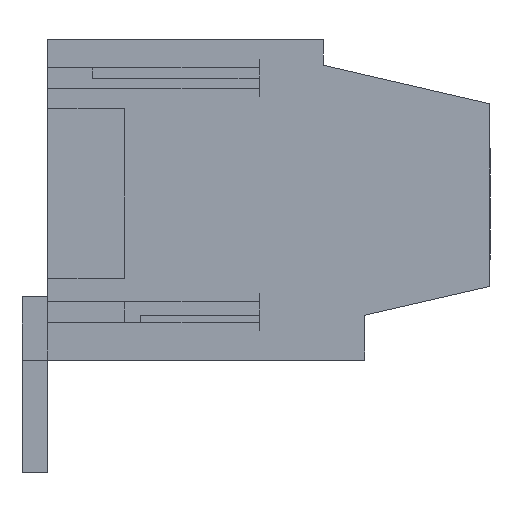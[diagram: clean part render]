
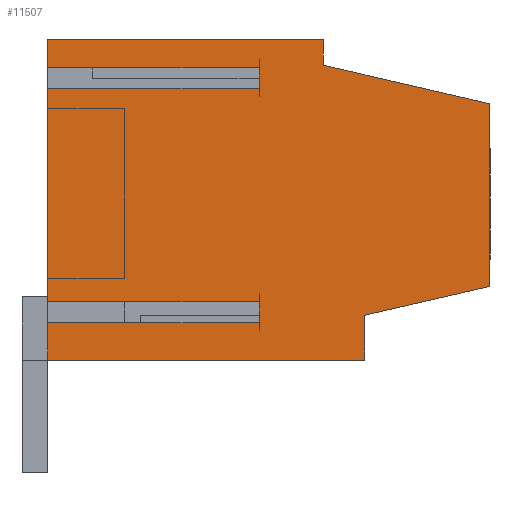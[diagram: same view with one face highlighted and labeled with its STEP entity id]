
A CAD part, left-side view. The second image highlights one B-rep face of the part: STEP entity #11507.
In plain terms, the highlighted planar face has unit normal (-1, 0, 0).
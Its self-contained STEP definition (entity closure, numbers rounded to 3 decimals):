
#11444=AXIS2_PLACEMENT_3D('Plane Axis2P3D',#11441,#11442,#11443) ;
#10502=CARTESIAN_POINT('Vertex',(0.,13.8,3.5)) ;
#10505=CARTESIAN_POINT('Line Origine',(0.,13.8,4.088)) ;
#10509=CARTESIAN_POINT('Vertex',(0.,13.8,4.675)) ;
#10530=CARTESIAN_POINT('Vertex',(0.,13.8,5.325)) ;
#10533=CARTESIAN_POINT('Line Origine',(0.,13.8,8.65)) ;
#10537=CARTESIAN_POINT('Vertex',(0.,13.8,11.975)) ;
#10558=CARTESIAN_POINT('Vertex',(0.,13.8,12.625)) ;
#10561=CARTESIAN_POINT('Line Origine',(0.,13.8,13.062)) ;
#10565=CARTESIAN_POINT('Vertex',(0.,13.8,13.5)) ;
#10994=CARTESIAN_POINT('Line Origine',(0.,9.5,13.5)) ;
#10998=CARTESIAN_POINT('Vertex',(0.,5.2,13.5)) ;
#11087=CARTESIAN_POINT('Line Origine',(0.,5.2,13.1)) ;
#11091=CARTESIAN_POINT('Vertex',(0.,5.2,12.7)) ;
#11112=CARTESIAN_POINT('Line Origine',(0.,2.6,12.1)) ;
#11116=CARTESIAN_POINT('Vertex',(0.,0.,11.499)) ;
#11137=CARTESIAN_POINT('Line Origine',(0.,0.,8.65)) ;
#11141=CARTESIAN_POINT('Vertex',(0.,0.,5.8)) ;
#11198=CARTESIAN_POINT('Line Origine',(0.,1.95,5.35)) ;
#11202=CARTESIAN_POINT('Vertex',(0.,3.9,4.9)) ;
#11333=CARTESIAN_POINT('Vertex',(0.,3.9,3.5)) ;
#11336=CARTESIAN_POINT('Line Origine',(0.,8.85,3.5)) ;
#11441=CARTESIAN_POINT('Axis2P3D Location',(0.,14.6,0.)) ;
#11446=CARTESIAN_POINT('Line Origine',(0.,10.5,5.325)) ;
#11450=CARTESIAN_POINT('Vertex',(0.,7.2,5.325)) ;
#11453=CARTESIAN_POINT('Line Origine',(0.,7.2,5.)) ;
#11457=CARTESIAN_POINT('Vertex',(0.,7.2,4.675)) ;
#11460=CARTESIAN_POINT('Line Origine',(0.,10.5,4.675)) ;
#11465=CARTESIAN_POINT('Line Origine',(0.,3.9,4.2)) ;
#11470=CARTESIAN_POINT('Line Origine',(0.,10.5,12.625)) ;
#11474=CARTESIAN_POINT('Vertex',(0.,7.2,12.625)) ;
#11477=CARTESIAN_POINT('Line Origine',(0.,7.2,12.3)) ;
#11481=CARTESIAN_POINT('Vertex',(0.,7.2,11.975)) ;
#11484=CARTESIAN_POINT('Line Origine',(0.,10.5,11.975)) ;
#10506=DIRECTION('Vector Direction',(0.,0.,-1.)) ;
#10534=DIRECTION('Vector Direction',(0.,0.,-1.)) ;
#10562=DIRECTION('Vector Direction',(0.,0.,-1.)) ;
#10995=DIRECTION('Vector Direction',(0.,1.,0.)) ;
#11088=DIRECTION('Vector Direction',(0.,0.,1.)) ;
#11113=DIRECTION('Vector Direction',(0.,0.974,0.225)) ;
#11138=DIRECTION('Vector Direction',(0.,0.,1.)) ;
#11199=DIRECTION('Vector Direction',(0.,-0.974,0.225)) ;
#11337=DIRECTION('Vector Direction',(0.,-1.,0.)) ;
#11442=DIRECTION('Axis2P3D Direction',(-1.,0.,0.)) ;
#11443=DIRECTION('Axis2P3D XDirection',(0.,-1.,0.)) ;
#11447=DIRECTION('Vector Direction',(0.,-1.,0.)) ;
#11454=DIRECTION('Vector Direction',(0.,0.,-1.)) ;
#11461=DIRECTION('Vector Direction',(0.,-1.,0.)) ;
#11466=DIRECTION('Vector Direction',(0.,0.,1.)) ;
#11471=DIRECTION('Vector Direction',(0.,-1.,0.)) ;
#11478=DIRECTION('Vector Direction',(0.,0.,-1.)) ;
#11485=DIRECTION('Vector Direction',(0.,-1.,0.)) ;
#10507=VECTOR('Line Direction',#10506,1.) ;
#10535=VECTOR('Line Direction',#10534,1.) ;
#10563=VECTOR('Line Direction',#10562,1.) ;
#10996=VECTOR('Line Direction',#10995,1.) ;
#11089=VECTOR('Line Direction',#11088,1.) ;
#11114=VECTOR('Line Direction',#11113,1.) ;
#11139=VECTOR('Line Direction',#11138,1.) ;
#11200=VECTOR('Line Direction',#11199,1.) ;
#11338=VECTOR('Line Direction',#11337,1.) ;
#11448=VECTOR('Line Direction',#11447,1.) ;
#11455=VECTOR('Line Direction',#11454,1.) ;
#11462=VECTOR('Line Direction',#11461,1.) ;
#11467=VECTOR('Line Direction',#11466,1.) ;
#11472=VECTOR('Line Direction',#11471,1.) ;
#11479=VECTOR('Line Direction',#11478,1.) ;
#11486=VECTOR('Line Direction',#11485,1.) ;
#11490=ORIENTED_EDGE('',*,*,#10539,.T.) ;
#11491=ORIENTED_EDGE('',*,*,#11452,.T.) ;
#11492=ORIENTED_EDGE('',*,*,#11459,.T.) ;
#11493=ORIENTED_EDGE('',*,*,#11464,.F.) ;
#11494=ORIENTED_EDGE('',*,*,#10511,.T.) ;
#11495=ORIENTED_EDGE('',*,*,#11340,.T.) ;
#11496=ORIENTED_EDGE('',*,*,#11469,.T.) ;
#11497=ORIENTED_EDGE('',*,*,#11204,.T.) ;
#11498=ORIENTED_EDGE('',*,*,#11143,.T.) ;
#11499=ORIENTED_EDGE('',*,*,#11118,.T.) ;
#11500=ORIENTED_EDGE('',*,*,#11093,.T.) ;
#11501=ORIENTED_EDGE('',*,*,#11000,.T.) ;
#11502=ORIENTED_EDGE('',*,*,#10567,.T.) ;
#11503=ORIENTED_EDGE('',*,*,#11476,.T.) ;
#11504=ORIENTED_EDGE('',*,*,#11483,.T.) ;
#11505=ORIENTED_EDGE('',*,*,#11488,.F.) ;
#11507=ADVANCED_FACE('HOUSING',(#11506),#11445,.T.) ;
#10511=EDGE_CURVE('',#10510,#10503,#10508,.T.) ;
#10539=EDGE_CURVE('',#10538,#10531,#10536,.T.) ;
#10567=EDGE_CURVE('',#10566,#10559,#10564,.T.) ;
#11000=EDGE_CURVE('',#10999,#10566,#10997,.T.) ;
#11093=EDGE_CURVE('',#11092,#10999,#11090,.T.) ;
#11118=EDGE_CURVE('',#11117,#11092,#11115,.T.) ;
#11143=EDGE_CURVE('',#11142,#11117,#11140,.T.) ;
#11204=EDGE_CURVE('',#11203,#11142,#11201,.T.) ;
#11340=EDGE_CURVE('',#10503,#11334,#11339,.T.) ;
#11452=EDGE_CURVE('',#10531,#11451,#11449,.T.) ;
#11459=EDGE_CURVE('',#11451,#11458,#11456,.T.) ;
#11464=EDGE_CURVE('',#10510,#11458,#11463,.T.) ;
#11469=EDGE_CURVE('',#11334,#11203,#11468,.T.) ;
#11476=EDGE_CURVE('',#10559,#11475,#11473,.T.) ;
#11483=EDGE_CURVE('',#11475,#11482,#11480,.T.) ;
#11488=EDGE_CURVE('',#10538,#11482,#11487,.T.) ;
#11489=EDGE_LOOP('',(#11490,#11491,#11492,#11493,#11494,#11495,#11496,#11497,#11498,#11499,#11500,#11501,#11502,#11503,#11504,#11505)) ;
#11506=FACE_OUTER_BOUND('',#11489,.T.) ;
#10508=LINE('Line',#10505,#10507) ;
#10536=LINE('Line',#10533,#10535) ;
#10564=LINE('Line',#10561,#10563) ;
#10997=LINE('Line',#10994,#10996) ;
#11090=LINE('Line',#11087,#11089) ;
#11115=LINE('Line',#11112,#11114) ;
#11140=LINE('Line',#11137,#11139) ;
#11201=LINE('Line',#11198,#11200) ;
#11339=LINE('Line',#11336,#11338) ;
#11449=LINE('Line',#11446,#11448) ;
#11456=LINE('Line',#11453,#11455) ;
#11463=LINE('Line',#11460,#11462) ;
#11468=LINE('Line',#11465,#11467) ;
#11473=LINE('Line',#11470,#11472) ;
#11480=LINE('Line',#11477,#11479) ;
#11487=LINE('Line',#11484,#11486) ;
#11445=PLANE('',#11444) ;
#10503=VERTEX_POINT('',#10502) ;
#10510=VERTEX_POINT('',#10509) ;
#10531=VERTEX_POINT('',#10530) ;
#10538=VERTEX_POINT('',#10537) ;
#10559=VERTEX_POINT('',#10558) ;
#10566=VERTEX_POINT('',#10565) ;
#10999=VERTEX_POINT('',#10998) ;
#11092=VERTEX_POINT('',#11091) ;
#11117=VERTEX_POINT('',#11116) ;
#11142=VERTEX_POINT('',#11141) ;
#11203=VERTEX_POINT('',#11202) ;
#11334=VERTEX_POINT('',#11333) ;
#11451=VERTEX_POINT('',#11450) ;
#11458=VERTEX_POINT('',#11457) ;
#11475=VERTEX_POINT('',#11474) ;
#11482=VERTEX_POINT('',#11481) ;
